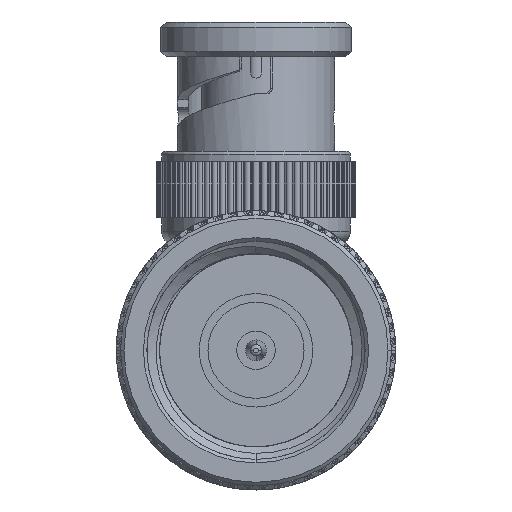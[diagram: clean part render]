
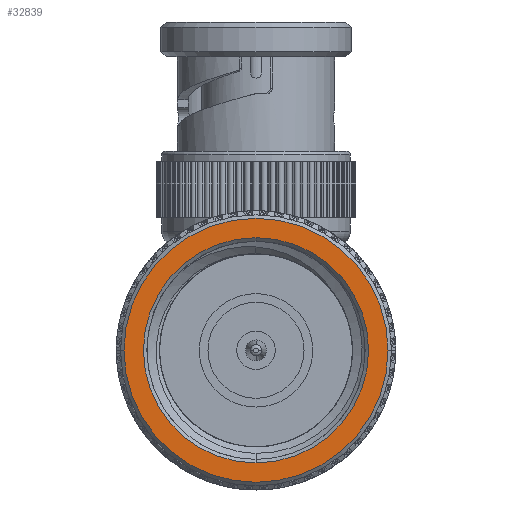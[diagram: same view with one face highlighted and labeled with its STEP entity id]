
A CAD part, left-side view. The second image highlights one B-rep face of the part: STEP entity #32839.
In plain terms, the highlighted planar face has unit normal (-1, 0, 0).
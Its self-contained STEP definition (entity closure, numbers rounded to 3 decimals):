
#1274 = DIRECTION ( 'NONE',  ( -1., 0., 0. ) ) ;
#2252 = EDGE_CURVE ( 'NONE', #33346, #10374, #107067, .T. ) ;
#7114 = CARTESIAN_POINT ( 'NONE',  ( 0., 9.603, 0. ) ) ;
#10374 = VERTEX_POINT ( 'NONE', #7114 ) ;
#11878 = VERTEX_POINT ( 'NONE', #96220 ) ;
#12683 = DIRECTION ( 'NONE',  ( 0., -1., 0. ) ) ;
#13704 = AXIS2_PLACEMENT_3D ( 'NONE', #97500, #22311, #62418 ) ;
#18918 = ORIENTED_EDGE ( 'NONE', *, *, #88035, .T. ) ;
#22311 = DIRECTION ( 'NONE',  ( -1., 0., 0. ) ) ;
#22873 = CIRCLE ( 'NONE', #94778, 8.191 ) ;
#24192 = CARTESIAN_POINT ( 'NONE',  ( 0., -9.603, 0. ) ) ;
#30011 = PLANE ( 'NONE',  #13704 ) ;
#32420 = ORIENTED_EDGE ( 'NONE', *, *, #40675, .T. ) ;
#32839 = ADVANCED_FACE ( 'NONE', ( #89823, #106266 ), #30011, .T. ) ;
#33346 = VERTEX_POINT ( 'NONE', #24192 ) ;
#36435 = CARTESIAN_POINT ( 'NONE',  ( 0., 0., 8.191 ) ) ;
#37130 = EDGE_LOOP ( 'NONE', ( #58590, #18918 ) ) ;
#37336 = DIRECTION ( 'NONE',  ( 1., 0., 0. ) ) ;
#38104 = AXIS2_PLACEMENT_3D ( 'NONE', #96535, #103115, #62535 ) ;
#40675 = EDGE_CURVE ( 'NONE', #10374, #33346, #85614, .T. ) ;
#42451 = DIRECTION ( 'NONE',  ( 0., -1., 0. ) ) ;
#45170 = CIRCLE ( 'NONE', #38104, 8.191 ) ;
#49279 = AXIS2_PLACEMENT_3D ( 'NONE', #87907, #61580, #12683 ) ;
#50706 = CARTESIAN_POINT ( 'NONE',  ( 0., 0., 0. ) ) ;
#53295 = CARTESIAN_POINT ( 'NONE',  ( 0., 0., 0. ) ) ;
#58590 = ORIENTED_EDGE ( 'NONE', *, *, #79991, .T. ) ;
#61580 = DIRECTION ( 'NONE',  ( -1., 0., 0. ) ) ;
#62418 = DIRECTION ( 'NONE',  ( 0., -1., 0. ) ) ;
#62535 = DIRECTION ( 'NONE',  ( 0., -1., 0. ) ) ;
#62594 = DIRECTION ( 'NONE',  ( 0., -1., 0. ) ) ;
#64628 = VERTEX_POINT ( 'NONE', #36435 ) ;
#78632 = EDGE_LOOP ( 'NONE', ( #32420, #91841 ) ) ;
#79991 = EDGE_CURVE ( 'NONE', #64628, #11878, #45170, .T. ) ;
#85614 = CIRCLE ( 'NONE', #106682, 9.603 ) ;
#87907 = CARTESIAN_POINT ( 'NONE',  ( 0., 0., 0. ) ) ;
#88035 = EDGE_CURVE ( 'NONE', #11878, #64628, #22873, .T. ) ;
#89823 = FACE_BOUND ( 'NONE', #37130, .T. ) ;
#91841 = ORIENTED_EDGE ( 'NONE', *, *, #2252, .T. ) ;
#94778 = AXIS2_PLACEMENT_3D ( 'NONE', #53295, #37336, #62594 ) ;
#96220 = CARTESIAN_POINT ( 'NONE',  ( 0., 0., -8.191 ) ) ;
#96535 = CARTESIAN_POINT ( 'NONE',  ( 0., 0., 0. ) ) ;
#97500 = CARTESIAN_POINT ( 'NONE',  ( 0., 9.857, 0. ) ) ;
#103115 = DIRECTION ( 'NONE',  ( 1., 0., 0. ) ) ;
#106266 = FACE_OUTER_BOUND ( 'NONE', #78632, .T. ) ;
#106682 = AXIS2_PLACEMENT_3D ( 'NONE', #50706, #1274, #42451 ) ;
#107067 = CIRCLE ( 'NONE', #49279, 9.603 ) ;
